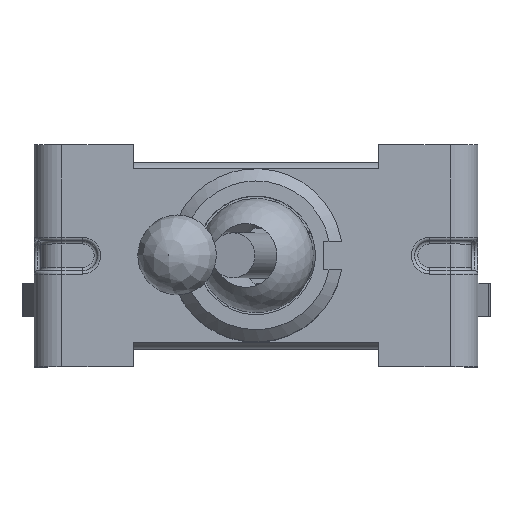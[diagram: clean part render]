
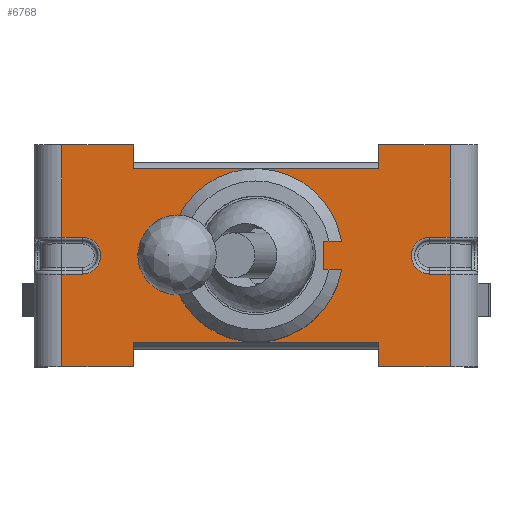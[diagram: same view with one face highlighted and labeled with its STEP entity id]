
A CAD part, top view. The second image highlights one B-rep face of the part: STEP entity #6768.
In plain terms, the highlighted planar face has unit normal (0, 0, 1).
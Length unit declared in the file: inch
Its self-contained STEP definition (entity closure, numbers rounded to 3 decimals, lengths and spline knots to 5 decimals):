
#66=FACE_BOUND('',#651,.T.);
#245=FACE_OUTER_BOUND('',#650,.T.);
#650=EDGE_LOOP('',(#4502,#4503,#4504,#4505,#4506,#4507,#4508,#4509,#4510,
#4511,#4512,#4513,#4514,#4515,#4516,#4517,#4518,#4519,#4520,#4521));
#651=EDGE_LOOP('',(#4522,#4523,#4524,#4525));
#1074=CIRCLE('',#7213,0.02638);
#1075=CIRCLE('',#7214,0.02638);
#1076=CIRCLE('',#7215,0.125);
#1337=LINE('',#10106,#2073);
#1338=LINE('',#10108,#2074);
#1339=LINE('',#10110,#2075);
#1340=LINE('',#10112,#2076);
#1341=LINE('',#10114,#2077);
#1342=LINE('',#10116,#2078);
#1343=LINE('',#10120,#2079);
#1344=LINE('',#10122,#2080);
#1345=LINE('',#10124,#2081);
#1346=LINE('',#10126,#2082);
#1347=LINE('',#10128,#2083);
#1348=LINE('',#10130,#2084);
#1349=LINE('',#10132,#2085);
#1350=LINE('',#10134,#2086);
#1351=LINE('',#10136,#2087);
#1352=LINE('',#10140,#2088);
#1353=LINE('',#10142,#2089);
#1354=LINE('',#10143,#2090);
#1355=LINE('',#10146,#2091);
#1356=LINE('',#10148,#2092);
#1357=LINE('',#10150,#2093);
#2073=VECTOR('',#7945,0.3937);
#2074=VECTOR('',#7946,0.3937);
#2075=VECTOR('',#7947,0.3937);
#2076=VECTOR('',#7948,0.3937);
#2077=VECTOR('',#7949,0.3937);
#2078=VECTOR('',#7950,0.3937);
#2079=VECTOR('',#7953,0.3937);
#2080=VECTOR('',#7954,0.3937);
#2081=VECTOR('',#7955,0.3937);
#2082=VECTOR('',#7956,0.3937);
#2083=VECTOR('',#7957,0.3937);
#2084=VECTOR('',#7958,0.3937);
#2085=VECTOR('',#7959,0.3937);
#2086=VECTOR('',#7960,0.3937);
#2087=VECTOR('',#7961,0.3937);
#2088=VECTOR('',#7964,0.3937);
#2089=VECTOR('',#7965,0.3937);
#2090=VECTOR('',#7966,0.3937);
#2091=VECTOR('',#7967,0.3937);
#2092=VECTOR('',#7968,0.3937);
#2093=VECTOR('',#7969,0.3937);
#2819=VERTEX_POINT('',#10104);
#2820=VERTEX_POINT('',#10105);
#2821=VERTEX_POINT('',#10107);
#2822=VERTEX_POINT('',#10109);
#2823=VERTEX_POINT('',#10111);
#2824=VERTEX_POINT('',#10113);
#2825=VERTEX_POINT('',#10115);
#2826=VERTEX_POINT('',#10117);
#2827=VERTEX_POINT('',#10119);
#2828=VERTEX_POINT('',#10121);
#2829=VERTEX_POINT('',#10123);
#2830=VERTEX_POINT('',#10125);
#2831=VERTEX_POINT('',#10127);
#2832=VERTEX_POINT('',#10129);
#2833=VERTEX_POINT('',#10131);
#2834=VERTEX_POINT('',#10133);
#2835=VERTEX_POINT('',#10135);
#2836=VERTEX_POINT('',#10137);
#2837=VERTEX_POINT('',#10139);
#2838=VERTEX_POINT('',#10141);
#2839=VERTEX_POINT('',#10144);
#2840=VERTEX_POINT('',#10145);
#2841=VERTEX_POINT('',#10147);
#2842=VERTEX_POINT('',#10149);
#3464=EDGE_CURVE('',#2819,#2820,#1337,.T.);
#3465=EDGE_CURVE('',#2820,#2821,#1338,.T.);
#3466=EDGE_CURVE('',#2821,#2822,#1339,.T.);
#3467=EDGE_CURVE('',#2823,#2822,#1340,.T.);
#3468=EDGE_CURVE('',#2823,#2824,#1341,.T.);
#3469=EDGE_CURVE('',#2825,#2824,#1342,.T.);
#3470=EDGE_CURVE('',#2826,#2825,#1074,.T.);
#3471=EDGE_CURVE('',#2827,#2826,#1343,.T.);
#3472=EDGE_CURVE('',#2827,#2828,#1344,.T.);
#3473=EDGE_CURVE('',#2829,#2828,#1345,.T.);
#3474=EDGE_CURVE('',#2829,#2830,#1346,.T.);
#3475=EDGE_CURVE('',#2830,#2831,#1347,.T.);
#3476=EDGE_CURVE('',#2831,#2832,#1348,.T.);
#3477=EDGE_CURVE('',#2833,#2832,#1349,.T.);
#3478=EDGE_CURVE('',#2833,#2834,#1350,.T.);
#3479=EDGE_CURVE('',#2835,#2834,#1351,.T.);
#3480=EDGE_CURVE('',#2836,#2835,#1075,.T.);
#3481=EDGE_CURVE('',#2837,#2836,#1352,.T.);
#3482=EDGE_CURVE('',#2837,#2838,#1353,.T.);
#3483=EDGE_CURVE('',#2819,#2838,#1354,.T.);
#3484=EDGE_CURVE('',#2839,#2840,#1355,.T.);
#3485=EDGE_CURVE('',#2841,#2839,#1356,.T.);
#3486=EDGE_CURVE('',#2842,#2841,#1357,.T.);
#3487=EDGE_CURVE('',#2840,#2842,#1076,.T.);
#4502=ORIENTED_EDGE('',*,*,#3464,.T.);
#4503=ORIENTED_EDGE('',*,*,#3465,.T.);
#4504=ORIENTED_EDGE('',*,*,#3466,.T.);
#4505=ORIENTED_EDGE('',*,*,#3467,.F.);
#4506=ORIENTED_EDGE('',*,*,#3468,.T.);
#4507=ORIENTED_EDGE('',*,*,#3469,.F.);
#4508=ORIENTED_EDGE('',*,*,#3470,.F.);
#4509=ORIENTED_EDGE('',*,*,#3471,.F.);
#4510=ORIENTED_EDGE('',*,*,#3472,.T.);
#4511=ORIENTED_EDGE('',*,*,#3473,.F.);
#4512=ORIENTED_EDGE('',*,*,#3474,.T.);
#4513=ORIENTED_EDGE('',*,*,#3475,.T.);
#4514=ORIENTED_EDGE('',*,*,#3476,.T.);
#4515=ORIENTED_EDGE('',*,*,#3477,.F.);
#4516=ORIENTED_EDGE('',*,*,#3478,.T.);
#4517=ORIENTED_EDGE('',*,*,#3479,.F.);
#4518=ORIENTED_EDGE('',*,*,#3480,.F.);
#4519=ORIENTED_EDGE('',*,*,#3481,.F.);
#4520=ORIENTED_EDGE('',*,*,#3482,.T.);
#4521=ORIENTED_EDGE('',*,*,#3483,.F.);
#4522=ORIENTED_EDGE('',*,*,#3484,.F.);
#4523=ORIENTED_EDGE('',*,*,#3485,.F.);
#4524=ORIENTED_EDGE('',*,*,#3486,.F.);
#4525=ORIENTED_EDGE('',*,*,#3487,.F.);
#6520=PLANE('',#7212);
#6768=ADVANCED_FACE('',(#245,#66),#6520,.T.);
#7212=AXIS2_PLACEMENT_3D('',#10103,#7943,#7944);
#7213=AXIS2_PLACEMENT_3D('',#10118,#7951,#7952);
#7214=AXIS2_PLACEMENT_3D('',#10138,#7962,#7963);
#7215=AXIS2_PLACEMENT_3D('',#10151,#7970,#7971);
#7943=DIRECTION('center_axis',(0.,0.,
1.));
#7944=DIRECTION('ref_axis',(1.,0.,0.));
#7945=DIRECTION('',(0.,-1.,0.));
#7946=DIRECTION('',(-1.,0.,0.));
#7947=DIRECTION('',(0.,1.,0.));
#7948=DIRECTION('',(1.,0.,0.));
#7949=DIRECTION('',(0.,-1.,0.));
#7950=DIRECTION('',(-1.,0.,0.));
#7951=DIRECTION('center_axis',(0.,0.,
1.));
#7952=DIRECTION('ref_axis',(1.,0.,0.));
#7953=DIRECTION('',(1.,0.,0.));
#7954=DIRECTION('',(0.,-1.,0.));
#7955=DIRECTION('',(-1.,0.,0.));
#7956=DIRECTION('',(0.,1.,0.));
#7957=DIRECTION('',(1.,0.,0.));
#7958=DIRECTION('',(0.,-1.,0.));
#7959=DIRECTION('',(-1.,0.,0.));
#7960=DIRECTION('',(0.,1.,0.));
#7961=DIRECTION('',(1.,0.,0.));
#7962=DIRECTION('center_axis',(0.,0.,
1.));
#7963=DIRECTION('ref_axis',(-1.,0.,0.));
#7964=DIRECTION('',(-1.,0.,0.));
#7965=DIRECTION('',(0.,1.,0.));
#7966=DIRECTION('',(1.,0.,0.));
#7967=DIRECTION('',(1.,0.,0.));
#7968=DIRECTION('',(0.,1.,0.));
#7969=DIRECTION('',(-1.,0.,0.));
#7970=DIRECTION('center_axis',(0.,0.,
1.));
#7971=DIRECTION('ref_axis',(0.987,0.161,0.));
#10103=CARTESIAN_POINT('Origin',(0.,0.,
0.37008));
#10104=CARTESIAN_POINT('',(0.17717,0.16004,0.37008));
#10105=CARTESIAN_POINT('',(0.17717,0.12539,0.37008));
#10106=CARTESIAN_POINT('',(0.17717,0.0627,0.37008));
#10107=CARTESIAN_POINT('',(-0.17717,0.12539,0.37008));
#10108=CARTESIAN_POINT('',(-0.08858,0.12539,0.37008));
#10109=CARTESIAN_POINT('',(-0.17717,0.16004,0.37008));
#10110=CARTESIAN_POINT('',(-0.17717,0.08002,0.37008));
#10111=CARTESIAN_POINT('',(-0.27992,0.16004,0.37008));
#10112=CARTESIAN_POINT('',(-0.32008,0.16004,0.37008));
#10113=CARTESIAN_POINT('',(-0.27992,0.02638,0.37008));
#10114=CARTESIAN_POINT('',(-0.27992,0.08002,0.37008));
#10115=CARTESIAN_POINT('',(-0.25039,0.02638,0.37008));
#10116=CARTESIAN_POINT('',(-0.16004,0.02638,0.37008));
#10117=CARTESIAN_POINT('',(-0.25039,-0.02638,0.37008));
#10118=CARTESIAN_POINT('Origin',(-0.25039,0.,
0.37008));
#10119=CARTESIAN_POINT('',(-0.27992,-0.02638,0.37008));
#10120=CARTESIAN_POINT('',(-0.16004,-0.02638,0.37008));
#10121=CARTESIAN_POINT('',(-0.27992,-0.16004,0.37008));
#10122=CARTESIAN_POINT('',(-0.27992,0.08002,0.37008));
#10123=CARTESIAN_POINT('',(-0.17717,-0.16004,0.37008));
#10124=CARTESIAN_POINT('',(0.32008,-0.16004,0.37008));
#10125=CARTESIAN_POINT('',(-0.17717,-0.12539,0.37008));
#10126=CARTESIAN_POINT('',(-0.17717,-0.0627,0.37008));
#10127=CARTESIAN_POINT('',(0.17717,-0.12539,0.37008));
#10128=CARTESIAN_POINT('',(0.08858,-0.12539,0.37008));
#10129=CARTESIAN_POINT('',(0.17717,-0.16004,0.37008));
#10130=CARTESIAN_POINT('',(0.17717,-0.08002,0.37008));
#10131=CARTESIAN_POINT('',(0.27992,-0.16004,0.37008));
#10132=CARTESIAN_POINT('',(0.32008,-0.16004,0.37008));
#10133=CARTESIAN_POINT('',(0.27992,-0.02638,0.37008));
#10134=CARTESIAN_POINT('',(0.27992,-0.08002,0.37008));
#10135=CARTESIAN_POINT('',(0.25039,-0.02638,0.37008));
#10136=CARTESIAN_POINT('',(0.16004,-0.02638,0.37008));
#10137=CARTESIAN_POINT('',(0.25039,0.02638,0.37008));
#10138=CARTESIAN_POINT('Origin',(0.25039,0.,
0.37008));
#10139=CARTESIAN_POINT('',(0.27992,0.02638,0.37008));
#10140=CARTESIAN_POINT('',(0.16004,0.02638,0.37008));
#10141=CARTESIAN_POINT('',(0.27992,0.16004,0.37008));
#10142=CARTESIAN_POINT('',(0.27992,-0.08002,0.37008));
#10143=CARTESIAN_POINT('',(-0.32008,0.16004,0.37008));
#10144=CARTESIAN_POINT('',(0.09705,0.02008,0.37008));
#10145=CARTESIAN_POINT('',(0.12338,0.02008,0.37008));
#10146=CARTESIAN_POINT('',(0.06169,0.02008,0.37008));
#10147=CARTESIAN_POINT('',(0.09705,-0.02008,0.37008));
#10148=CARTESIAN_POINT('',(0.09705,0.01004,0.37008));
#10149=CARTESIAN_POINT('',(0.12338,-0.02008,0.37008));
#10150=CARTESIAN_POINT('',(0.04852,-0.02008,0.37008));
#10151=CARTESIAN_POINT('Origin',(0.,0.,
0.37008));
